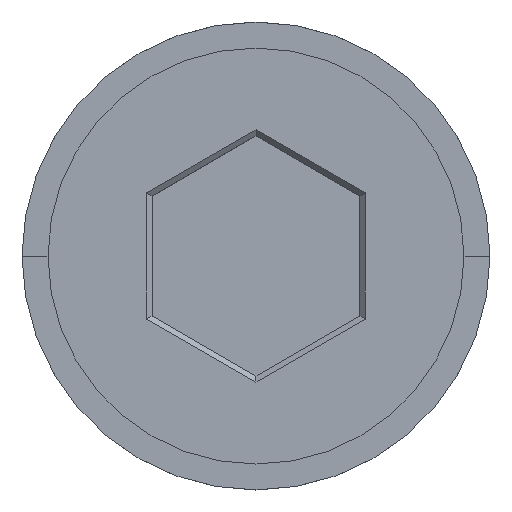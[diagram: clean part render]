
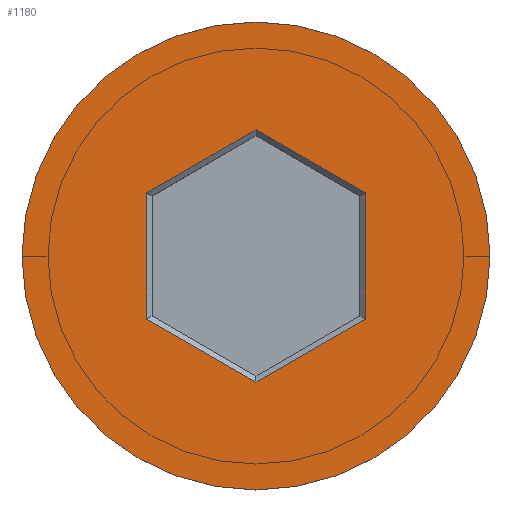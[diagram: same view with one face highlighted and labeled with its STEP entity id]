
A CAD part, top view. The second image highlights one B-rep face of the part: STEP entity #1180.
In plain terms, the highlighted planar face has unit normal (0, 0, 1).
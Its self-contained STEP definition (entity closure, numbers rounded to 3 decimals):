
#71 = AXIS2_PLACEMENT_3D ( 'NONE', #591, #1458, #1582 ) ;
#83 = CARTESIAN_POINT ( 'NONE',  ( 0., 0., 0. ) ) ;
#113 = VERTEX_POINT ( 'NONE', #1354 ) ;
#129 = VECTOR ( 'NONE', #1373, 1000. ) ;
#163 = CARTESIAN_POINT ( 'NONE',  ( 2.1, 1.212, 0. ) ) ;
#166 = DIRECTION ( 'NONE',  ( 1., 0., 0. ) ) ;
#202 = ORIENTED_EDGE ( 'NONE', *, *, #1461, .T. ) ;
#203 = AXIS2_PLACEMENT_3D ( 'NONE', #83, #473, #927 ) ;
#249 = LINE ( 'NONE', #750, #129 ) ;
#261 = VERTEX_POINT ( 'NONE', #163 ) ;
#316 = CARTESIAN_POINT ( 'NONE',  ( 2.1, -1.212, 0. ) ) ;
#331 = VECTOR ( 'NONE', #1541, 1000. ) ;
#430 = CARTESIAN_POINT ( 'NONE',  ( -2.05, -1.241, 0. ) ) ;
#473 = DIRECTION ( 'NONE',  ( 0., 0., 1. ) ) ;
#537 = AXIS2_PLACEMENT_3D ( 'NONE', #1529, #1279, #166 ) ;
#580 = ORIENTED_EDGE ( 'NONE', *, *, #938, .T. ) ;
#581 = LINE ( 'NONE', #1077, #1058 ) ;
#591 = CARTESIAN_POINT ( 'NONE',  ( 0., 0., 0. ) ) ;
#646 = ORIENTED_EDGE ( 'NONE', *, *, #1542, .T. ) ;
#676 = EDGE_CURVE ( 'NONE', #1025, #978, #1336, .T. ) ;
#701 = ORIENTED_EDGE ( 'NONE', *, *, #1167, .T. ) ;
#703 = DIRECTION ( 'NONE',  ( 0., -1., 0. ) ) ;
#741 = CARTESIAN_POINT ( 'NONE',  ( -4.5, 0., 0. ) ) ;
#749 = ORIENTED_EDGE ( 'NONE', *, *, #1462, .T. ) ;
#750 = CARTESIAN_POINT ( 'NONE',  ( -2.1, 1.155, 0. ) ) ;
#755 = VERTEX_POINT ( 'NONE', #765 ) ;
#765 = CARTESIAN_POINT ( 'NONE',  ( 0., 2.425, 0. ) ) ;
#787 = CARTESIAN_POINT ( 'NONE',  ( 0.05, -2.396, 0. ) ) ;
#826 = ORIENTED_EDGE ( 'NONE', *, *, #929, .T. ) ;
#841 = CIRCLE ( 'NONE', #71, 4.5 ) ;
#856 = CARTESIAN_POINT ( 'NONE',  ( 0., -2.425, 0. ) ) ;
#877 = CARTESIAN_POINT ( 'NONE',  ( 4.5, 0., 0. ) ) ;
#927 = DIRECTION ( 'NONE',  ( 1., 0., 0. ) ) ;
#929 = EDGE_CURVE ( 'NONE', #755, #261, #581, .T. ) ;
#938 = EDGE_CURVE ( 'NONE', #978, #1025, #841, .T. ) ;
#967 = ORIENTED_EDGE ( 'NONE', *, *, #1036, .T. ) ;
#978 = VERTEX_POINT ( 'NONE', #741 ) ;
#1002 = EDGE_LOOP ( 'NONE', ( #1037, #580 ) ) ;
#1025 = VERTEX_POINT ( 'NONE', #877 ) ;
#1036 = EDGE_CURVE ( 'NONE', #113, #1449, #249, .T. ) ;
#1037 = ORIENTED_EDGE ( 'NONE', *, *, #676, .T. ) ;
#1056 = DIRECTION ( 'NONE',  ( 0.866, 0.5, 0. ) ) ;
#1058 = VECTOR ( 'NONE', #1573, 1000. ) ;
#1065 = CARTESIAN_POINT ( 'NONE',  ( 2.1, -1.155, 0. ) ) ;
#1077 = CARTESIAN_POINT ( 'NONE',  ( 2.05, 1.241, 0. ) ) ;
#1124 = VERTEX_POINT ( 'NONE', #316 ) ;
#1143 = LINE ( 'NONE', #430, #331 ) ;
#1167 = EDGE_CURVE ( 'NONE', #1449, #755, #1327, .T. ) ;
#1180 = ADVANCED_FACE ( 'NONE', ( #1583, #1459 ), #1203, .T. ) ;
#1184 = VECTOR ( 'NONE', #1289, 1000. ) ;
#1203 = PLANE ( 'NONE',  #203 ) ;
#1279 = DIRECTION ( 'NONE',  ( 0., 0., 1. ) ) ;
#1289 = DIRECTION ( 'NONE',  ( -0.866, -0.5, 0. ) ) ;
#1290 = VECTOR ( 'NONE', #1056, 1000. ) ;
#1292 = VECTOR ( 'NONE', #703, 1000. ) ;
#1297 = CARTESIAN_POINT ( 'NONE',  ( -2.1, 1.212, 0. ) ) ;
#1327 = LINE ( 'NONE', #1559, #1290 ) ;
#1336 = CIRCLE ( 'NONE', #537, 4.5 ) ;
#1345 = VERTEX_POINT ( 'NONE', #856 ) ;
#1354 = CARTESIAN_POINT ( 'NONE',  ( -2.1, -1.212, 0. ) ) ;
#1373 = DIRECTION ( 'NONE',  ( 0., 1., 0. ) ) ;
#1410 = LINE ( 'NONE', #787, #1184 ) ;
#1449 = VERTEX_POINT ( 'NONE', #1297 ) ;
#1450 = EDGE_LOOP ( 'NONE', ( #967, #701, #826, #646, #749, #202 ) ) ;
#1452 = LINE ( 'NONE', #1065, #1292 ) ;
#1458 = DIRECTION ( 'NONE',  ( 0., 0., 1. ) ) ;
#1459 = FACE_OUTER_BOUND ( 'NONE', #1002, .T. ) ;
#1461 = EDGE_CURVE ( 'NONE', #1345, #113, #1143, .T. ) ;
#1462 = EDGE_CURVE ( 'NONE', #1124, #1345, #1410, .T. ) ;
#1529 = CARTESIAN_POINT ( 'NONE',  ( 0., 0., 0. ) ) ;
#1541 = DIRECTION ( 'NONE',  ( -0.866, 0.5, 0. ) ) ;
#1542 = EDGE_CURVE ( 'NONE', #261, #1124, #1452, .T. ) ;
#1559 = CARTESIAN_POINT ( 'NONE',  ( -0.05, 2.396, 0. ) ) ;
#1573 = DIRECTION ( 'NONE',  ( 0.866, -0.5, 0. ) ) ;
#1582 = DIRECTION ( 'NONE',  ( 1., 0., 0. ) ) ;
#1583 = FACE_BOUND ( 'NONE', #1450, .T. ) ;
